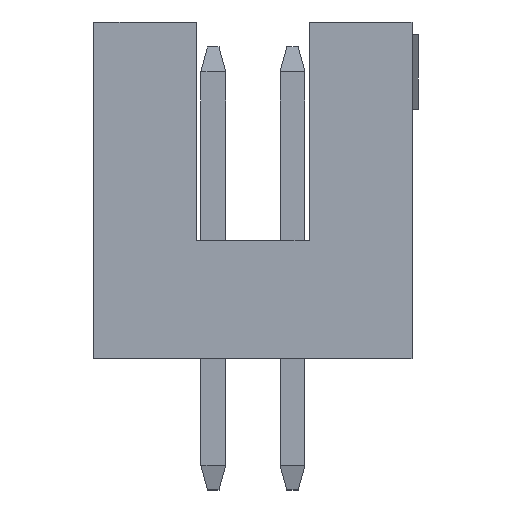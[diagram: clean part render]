
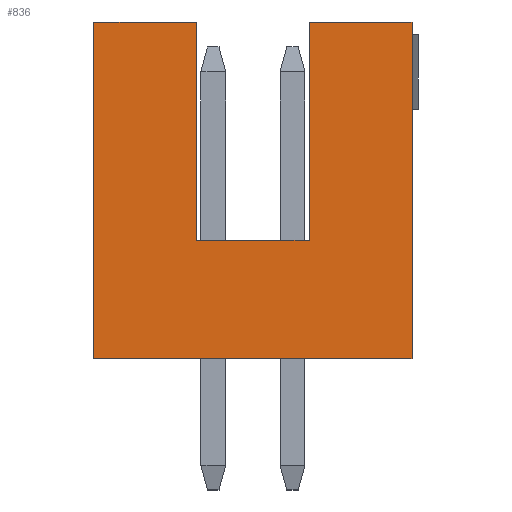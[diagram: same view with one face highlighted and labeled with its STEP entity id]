
A CAD part, left-side view. The second image highlights one B-rep face of the part: STEP entity #836.
In plain terms, the highlighted planar face has unit normal (-1, 0, 0).
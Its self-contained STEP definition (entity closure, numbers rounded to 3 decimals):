
#113 = LINE ( 'NONE', #2962, #5826 ) ;
#167 = EDGE_CURVE ( 'NONE', #5422, #6215, #5660, .T. ) ;
#207 = ORIENTED_EDGE ( 'NONE', *, *, #167, .F. ) ;
#217 = VERTEX_POINT ( 'NONE', #1921 ) ;
#489 = DIRECTION ( 'NONE',  ( 0., -1., 0. ) ) ;
#617 = CARTESIAN_POINT ( 'NONE',  ( -6.325, -2.55, 5.4 ) ) ;
#694 = VERTEX_POINT ( 'NONE', #3473 ) ;
#836 = ADVANCED_FACE ( 'NONE', ( #3921 ), #2806, .F. ) ;
#1063 = ORIENTED_EDGE ( 'NONE', *, *, #4061, .F. ) ;
#1100 = CARTESIAN_POINT ( 'NONE',  ( -6.325, -2.55, 5.4 ) ) ;
#1313 = LINE ( 'NONE', #3557, #3724 ) ;
#1324 = VECTOR ( 'NONE', #4083, 1000. ) ;
#1382 = LINE ( 'NONE', #6036, #4317 ) ;
#1451 = ORIENTED_EDGE ( 'NONE', *, *, #6828, .F. ) ;
#1523 = ORIENTED_EDGE ( 'NONE', *, *, #3201, .F. ) ;
#1799 = LINE ( 'NONE', #4009, #2339 ) ;
#1882 = LINE ( 'NONE', #6379, #3982 ) ;
#1921 = CARTESIAN_POINT ( 'NONE',  ( -6.325, 0.9, 5.4 ) ) ;
#2078 = CARTESIAN_POINT ( 'NONE',  ( -6.325, -2.55, 5.4 ) ) ;
#2105 = LINE ( 'NONE', #1100, #6121 ) ;
#2118 = EDGE_LOOP ( 'NONE', ( #6278, #1523, #1063, #5456, #1451, #4999, #2308, #207 ) ) ;
#2308 = ORIENTED_EDGE ( 'NONE', *, *, #3653, .F. ) ;
#2339 = VECTOR ( 'NONE', #4551, 1000. ) ;
#2437 = EDGE_CURVE ( 'NONE', #5516, #6543, #1313, .T. ) ;
#2460 = VECTOR ( 'NONE', #489, 1000. ) ;
#2520 = EDGE_CURVE ( 'NONE', #217, #694, #113, .T. ) ;
#2621 = CARTESIAN_POINT ( 'NONE',  ( -6.325, -2.55, 5.4 ) ) ;
#2653 = EDGE_CURVE ( 'NONE', #5422, #7261, #1382, .T. ) ;
#2694 = DIRECTION ( 'NONE',  ( 0., 1., 0. ) ) ;
#2806 = PLANE ( 'NONE',  #4623 ) ;
#2891 = DIRECTION ( 'NONE',  ( 0., 0., -1. ) ) ;
#2925 = CARTESIAN_POINT ( 'NONE',  ( -6.325, -2.55, 0. ) ) ;
#2937 = DIRECTION ( 'NONE',  ( 0., 0., 1. ) ) ;
#2962 = CARTESIAN_POINT ( 'NONE',  ( -6.325, 0.9, 5.4 ) ) ;
#3201 = EDGE_CURVE ( 'NONE', #5945, #7261, #1882, .T. ) ;
#3473 = CARTESIAN_POINT ( 'NONE',  ( -6.325, 0.9, 1.9 ) ) ;
#3557 = CARTESIAN_POINT ( 'NONE',  ( -6.325, 2.55, 5.4 ) ) ;
#3653 = EDGE_CURVE ( 'NONE', #6215, #6543, #1799, .T. ) ;
#3724 = VECTOR ( 'NONE', #2891, 1000. ) ;
#3808 = DIRECTION ( 'NONE',  ( 0., 0., -1. ) ) ;
#3896 = CARTESIAN_POINT ( 'NONE',  ( -6.325, 2.55, 0. ) ) ;
#3911 = DIRECTION ( 'NONE',  ( 0., -1., 0. ) ) ;
#3921 = FACE_OUTER_BOUND ( 'NONE', #2118, .T. ) ;
#3982 = VECTOR ( 'NONE', #2937, 1000. ) ;
#4009 = CARTESIAN_POINT ( 'NONE',  ( -6.325, 0., 0. ) ) ;
#4061 = EDGE_CURVE ( 'NONE', #694, #5945, #5020, .T. ) ;
#4083 = DIRECTION ( 'NONE',  ( 0., 0., -1. ) ) ;
#4169 = CARTESIAN_POINT ( 'NONE',  ( -6.325, -0.9, 5.4 ) ) ;
#4317 = VECTOR ( 'NONE', #2694, 1000. ) ;
#4551 = DIRECTION ( 'NONE',  ( 0., 1., 0. ) ) ;
#4622 = DIRECTION ( 'NONE',  ( 0., 0., -1. ) ) ;
#4623 = AXIS2_PLACEMENT_3D ( 'NONE', #2078, #6578, #3808 ) ;
#4999 = ORIENTED_EDGE ( 'NONE', *, *, #2437, .T. ) ;
#5020 = LINE ( 'NONE', #5512, #2460 ) ;
#5359 = CARTESIAN_POINT ( 'NONE',  ( -6.325, -0.9, 1.9 ) ) ;
#5422 = VERTEX_POINT ( 'NONE', #2621 ) ;
#5456 = ORIENTED_EDGE ( 'NONE', *, *, #2520, .F. ) ;
#5512 = CARTESIAN_POINT ( 'NONE',  ( -6.325, -2.55, 1.9 ) ) ;
#5516 = VERTEX_POINT ( 'NONE', #6137 ) ;
#5660 = LINE ( 'NONE', #617, #1324 ) ;
#5826 = VECTOR ( 'NONE', #4622, 1000. ) ;
#5945 = VERTEX_POINT ( 'NONE', #5359 ) ;
#6036 = CARTESIAN_POINT ( 'NONE',  ( -6.325, 0., 5.4 ) ) ;
#6121 = VECTOR ( 'NONE', #3911, 1000. ) ;
#6137 = CARTESIAN_POINT ( 'NONE',  ( -6.325, 2.55, 5.4 ) ) ;
#6215 = VERTEX_POINT ( 'NONE', #2925 ) ;
#6278 = ORIENTED_EDGE ( 'NONE', *, *, #2653, .T. ) ;
#6379 = CARTESIAN_POINT ( 'NONE',  ( -6.325, -0.9, 5.4 ) ) ;
#6543 = VERTEX_POINT ( 'NONE', #3896 ) ;
#6578 = DIRECTION ( 'NONE',  ( 1., 0., 0. ) ) ;
#6828 = EDGE_CURVE ( 'NONE', #5516, #217, #2105, .T. ) ;
#7261 = VERTEX_POINT ( 'NONE', #4169 ) ;
